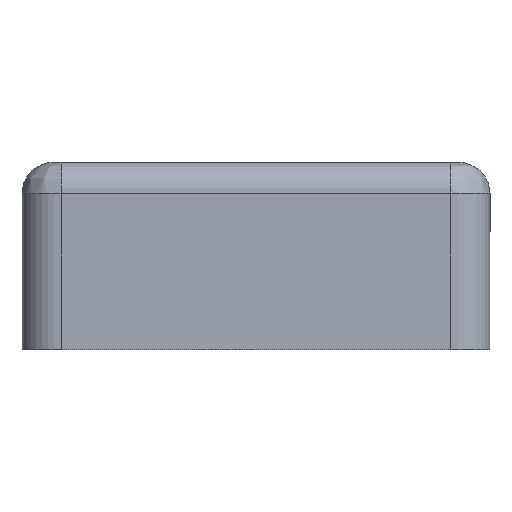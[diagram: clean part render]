
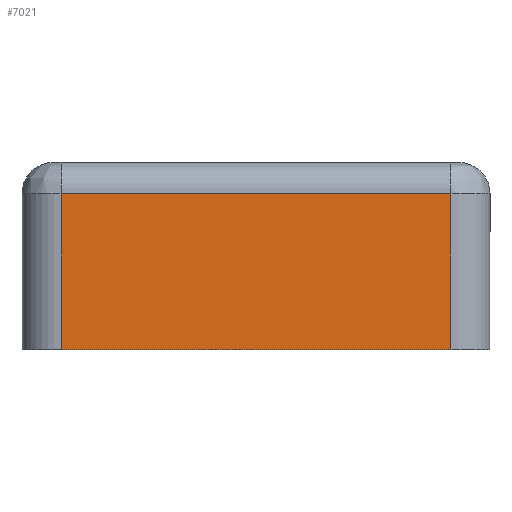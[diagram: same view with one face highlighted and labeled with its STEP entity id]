
A CAD part, front view. The second image highlights one B-rep face of the part: STEP entity #7021.
In plain terms, the highlighted planar face has unit normal (0, -1, 0).
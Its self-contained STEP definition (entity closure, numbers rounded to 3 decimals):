
#343 = CARTESIAN_POINT ( 'NONE',  ( 12.5, -30., 12. ) ) ;
#413 = DIRECTION ( 'NONE',  ( 0., 0., 1. ) ) ;
#463 = CARTESIAN_POINT ( 'NONE',  ( -15., -30., 10. ) ) ;
#590 = EDGE_CURVE ( 'NONE', #5799, #6218, #6475, .T. ) ;
#599 = VECTOR ( 'NONE', #1995, 1000. ) ;
#691 = VECTOR ( 'NONE', #9233, 1000. ) ;
#821 = VECTOR ( 'NONE', #413, 1000. ) ;
#922 = LINE ( 'NONE', #343, #691 ) ;
#1390 = FACE_OUTER_BOUND ( 'NONE', #9034, .T. ) ;
#1435 = EDGE_CURVE ( 'NONE', #6218, #8511, #1908, .T. ) ;
#1713 = VERTEX_POINT ( 'NONE', #6665 ) ;
#1908 = LINE ( 'NONE', #463, #9569 ) ;
#1995 = DIRECTION ( 'NONE',  ( -1., 0., 0. ) ) ;
#2192 = CARTESIAN_POINT ( 'NONE',  ( -12.5, -30., 12. ) ) ;
#2432 = CARTESIAN_POINT ( 'NONE',  ( -12.5, -30., 0. ) ) ;
#3065 = EDGE_CURVE ( 'NONE', #1713, #5799, #6261, .T. ) ;
#3933 = CARTESIAN_POINT ( 'NONE',  ( -12.5, -30., 10. ) ) ;
#3983 = ORIENTED_EDGE ( 'NONE', *, *, #8416, .F. ) ;
#4399 = DIRECTION ( 'NONE',  ( 0., 1., 0. ) ) ;
#5486 = ORIENTED_EDGE ( 'NONE', *, *, #590, .F. ) ;
#5799 = VERTEX_POINT ( 'NONE', #2432 ) ;
#5870 = PLANE ( 'NONE',  #6283 ) ;
#6218 = VERTEX_POINT ( 'NONE', #3933 ) ;
#6261 = LINE ( 'NONE', #9460, #599 ) ;
#6283 = AXIS2_PLACEMENT_3D ( 'NONE', #8878, #4399, #9614 ) ;
#6410 = ORIENTED_EDGE ( 'NONE', *, *, #1435, .F. ) ;
#6475 = LINE ( 'NONE', #2192, #821 ) ;
#6517 = ORIENTED_EDGE ( 'NONE', *, *, #3065, .F. ) ;
#6665 = CARTESIAN_POINT ( 'NONE',  ( 12.5, -30., 0. ) ) ;
#7021 = ADVANCED_FACE ( 'NONE', ( #1390 ), #5870, .F. ) ;
#7121 = DIRECTION ( 'NONE',  ( 1., 0., 0. ) ) ;
#8416 = EDGE_CURVE ( 'NONE', #8511, #1713, #922, .T. ) ;
#8511 = VERTEX_POINT ( 'NONE', #9299 ) ;
#8878 = CARTESIAN_POINT ( 'NONE',  ( -15., -30., 12. ) ) ;
#9034 = EDGE_LOOP ( 'NONE', ( #6410, #5486, #6517, #3983 ) ) ;
#9233 = DIRECTION ( 'NONE',  ( 0., 0., -1. ) ) ;
#9299 = CARTESIAN_POINT ( 'NONE',  ( 12.5, -30., 10. ) ) ;
#9460 = CARTESIAN_POINT ( 'NONE',  ( 15., -30., 0. ) ) ;
#9569 = VECTOR ( 'NONE', #7121, 1000. ) ;
#9614 = DIRECTION ( 'NONE',  ( 0., 0., 1. ) ) ;
